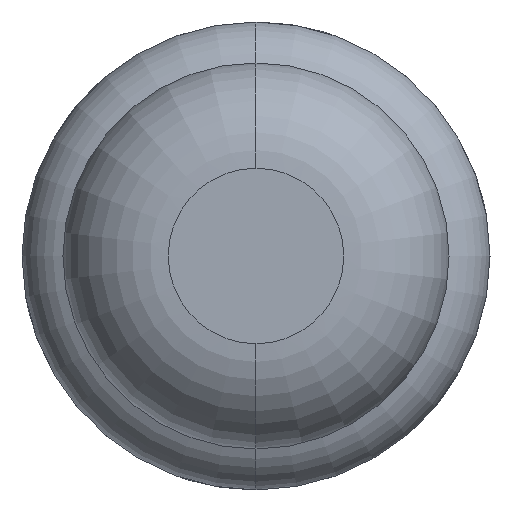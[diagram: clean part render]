
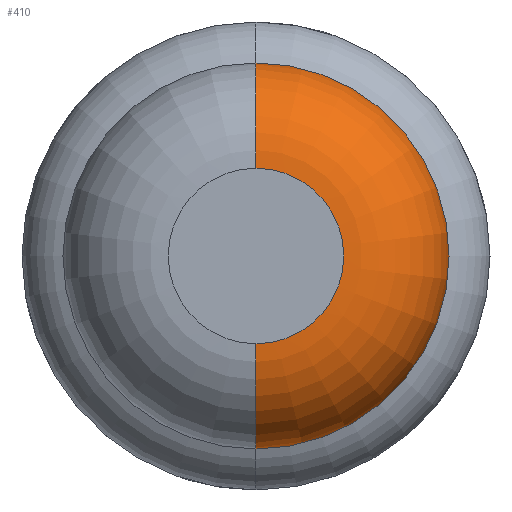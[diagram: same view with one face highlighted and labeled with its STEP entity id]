
A CAD part, front view. The second image highlights one B-rep face of the part: STEP entity #410.
In plain terms, the highlighted toroidal (fillet/blend) face has major radius 0.375 mm and minor radius 0.45 mm.
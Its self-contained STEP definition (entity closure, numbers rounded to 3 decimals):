
#209 = CIRCLE ( 'NONE', #2210, 0.825 ) ;
#231 = CARTESIAN_POINT ( 'NONE',  ( 0., -26., -0.375 ) ) ;
#288 = VERTEX_POINT ( 'NONE', #2607 ) ;
#346 = EDGE_CURVE ( 'Defeature ausgef�hrt3_8+Defeature ausgef�hrt3_7+Defeature ausgef�hrt3_7+Defeature ausgef�hrt3_7', #3824, #3464, #209, .T. ) ;
#360 = ORIENTED_EDGE ( 'NONE', *, *, #1101, .F. ) ;
#410 = ADVANCED_FACE ( 'Defeature ausgef�hrt3_7', ( #1966 ), #3635, .T. ) ;
#455 = AXIS2_PLACEMENT_3D ( 'NONE', #647, #3063, #2446 ) ;
#565 = AXIS2_PLACEMENT_3D ( 'NONE', #3856, #3906, #1771 ) ;
#566 = CARTESIAN_POINT ( 'NONE',  ( 0., -25.55, -0.825 ) ) ;
#579 = DIRECTION ( 'NONE',  ( 0., 0., 1. ) ) ;
#647 = CARTESIAN_POINT ( 'NONE',  ( 0., -26., 0. ) ) ;
#689 = DIRECTION ( 'NONE',  ( 0., 0., 1. ) ) ;
#776 = ORIENTED_EDGE ( 'NONE', *, *, #3269, .T. ) ;
#827 = DIRECTION ( 'NONE',  ( 0., 0., -1. ) ) ;
#860 = CARTESIAN_POINT ( 'NONE',  ( 0., -25.55, 0. ) ) ;
#1053 = AXIS2_PLACEMENT_3D ( 'NONE', #3725, #2506, #689 ) ;
#1101 = EDGE_CURVE ( 'NONE', #288, #3824, #3628, .T. ) ;
#1427 = AXIS2_PLACEMENT_3D ( 'NONE', #2612, #3862, #827 ) ;
#1508 = EDGE_CURVE ( 'Defeature ausgef�hrt3_7+Defeature ausgef�hrt3_6+Defeature ausgef�hrt3_6+Defeature ausgef�hrt3_6', #288, #2172, #2679, .T. ) ;
#1771 = DIRECTION ( 'NONE',  ( 0., 0., 1. ) ) ;
#1862 = ORIENTED_EDGE ( 'NONE', *, *, #346, .F. ) ;
#1966 = FACE_OUTER_BOUND ( 'NONE', #2379, .T. ) ;
#2037 = CARTESIAN_POINT ( 'NONE',  ( 0., -25.55, 0.825 ) ) ;
#2045 = CIRCLE ( 'NONE', #1427, 0.45 ) ;
#2172 = VERTEX_POINT ( 'NONE', #231 ) ;
#2210 = AXIS2_PLACEMENT_3D ( 'NONE', #860, #3604, #579 ) ;
#2379 = EDGE_LOOP ( 'NONE', ( #3884, #776, #1862, #360 ) ) ;
#2446 = DIRECTION ( 'NONE',  ( 0., 0., 1. ) ) ;
#2506 = DIRECTION ( 'NONE',  ( -1., 0., 0. ) ) ;
#2607 = CARTESIAN_POINT ( 'NONE',  ( 0., -26., 0.375 ) ) ;
#2612 = CARTESIAN_POINT ( 'NONE',  ( 0., -25.55, -0.375 ) ) ;
#2679 = CIRCLE ( 'NONE', #455, 0.375 ) ;
#3063 = DIRECTION ( 'NONE',  ( 0., 1., 0. ) ) ;
#3269 = EDGE_CURVE ( 'NONE', #2172, #3464, #2045, .T. ) ;
#3464 = VERTEX_POINT ( 'NONE', #566 ) ;
#3604 = DIRECTION ( 'NONE',  ( 0., 1., 0. ) ) ;
#3628 = CIRCLE ( 'NONE', #1053, 0.45 ) ;
#3635 = TOROIDAL_SURFACE ( 'NONE', #565, 0.375, 0.45 ) ;
#3725 = CARTESIAN_POINT ( 'NONE',  ( 0., -25.55, 0.375 ) ) ;
#3824 = VERTEX_POINT ( 'NONE', #2037 ) ;
#3856 = CARTESIAN_POINT ( 'NONE',  ( 0., -25.55, 0. ) ) ;
#3862 = DIRECTION ( 'NONE',  ( 1., 0., 0. ) ) ;
#3884 = ORIENTED_EDGE ( 'NONE', *, *, #1508, .T. ) ;
#3906 = DIRECTION ( 'NONE',  ( 0., 1., 0. ) ) ;
